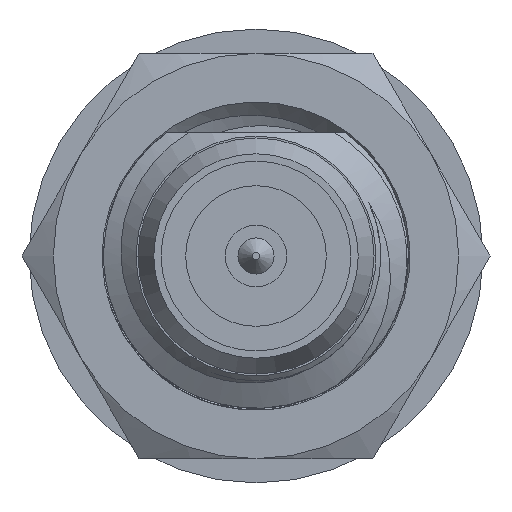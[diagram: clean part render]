
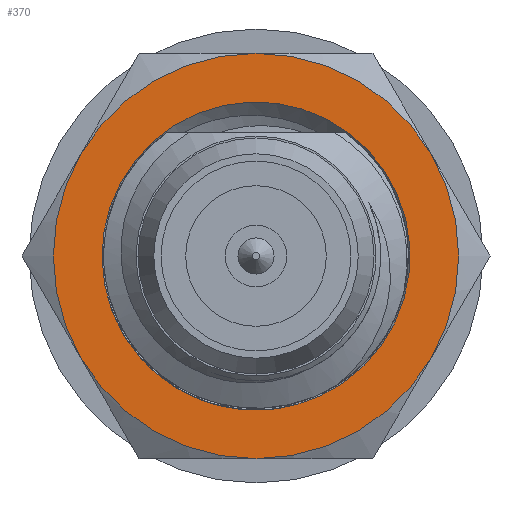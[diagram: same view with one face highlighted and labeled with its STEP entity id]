
A CAD part, left-side view. The second image highlights one B-rep face of the part: STEP entity #370.
In plain terms, the highlighted planar face has unit normal (-1, 0, 0).
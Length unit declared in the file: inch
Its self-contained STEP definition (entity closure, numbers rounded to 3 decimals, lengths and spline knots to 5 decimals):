
#370 = ADVANCED_FACE ( 'NONE', ( #4101, #13242 ), #2694, .T. ) ;
#759 = CARTESIAN_POINT ( 'NONE',  ( 0.285, -0.10825, 0.0625 ) ) ;
#1058 = VERTEX_POINT ( 'NONE', #9782 ) ;
#1155 = ORIENTED_EDGE ( 'NONE', *, *, #16313, .T. ) ;
#1228 = AXIS2_PLACEMENT_3D ( 'NONE', #5981, #18227, #6182 ) ;
#1656 = AXIS2_PLACEMENT_3D ( 'NONE', #4303, #7117, #8717 ) ;
#1868 = AXIS2_PLACEMENT_3D ( 'NONE', #18843, #12737, #17241 ) ;
#1916 = CARTESIAN_POINT ( 'NONE',  ( 0.285, 0., 0. ) ) ;
#2632 = DIRECTION ( 'NONE',  ( 0., -0.5, 0.866 ) ) ;
#2694 = PLANE ( 'NONE',  #1656 ) ;
#2919 = VERTEX_POINT ( 'NONE', #14993 ) ;
#2999 = EDGE_CURVE ( 'NONE', #7199, #1058, #5182, .T. ) ;
#3135 = DIRECTION ( 'NONE',  ( 0., -0.5, 0.866 ) ) ;
#3639 = DIRECTION ( 'NONE',  ( -1., 0., 0. ) ) ;
#3709 = DIRECTION ( 'NONE',  ( 0., -0.5, 0.866 ) ) ;
#4101 = FACE_BOUND ( 'NONE', #13563, .T. ) ;
#4303 = CARTESIAN_POINT ( 'NONE',  ( 0.285, -0.07217, -0.125 ) ) ;
#5182 = CIRCLE ( 'NONE', #12574, 0.125 ) ;
#5691 = DIRECTION ( 'NONE',  ( -1., 0., 0. ) ) ;
#5981 = CARTESIAN_POINT ( 'NONE',  ( 0.285, 0., 0. ) ) ;
#6182 = DIRECTION ( 'NONE',  ( 0., -0.5, 0.866 ) ) ;
#7117 = DIRECTION ( 'NONE',  ( -1., 0., 0. ) ) ;
#7199 = VERTEX_POINT ( 'NONE', #16096 ) ;
#7341 = CIRCLE ( 'NONE', #19506, 0.125 ) ;
#7800 = VERTEX_POINT ( 'NONE', #10369 ) ;
#8309 = CIRCLE ( 'NONE', #9264, 0.125 ) ;
#8717 = DIRECTION ( 'NONE',  ( 0., -0.5, 0.866 ) ) ;
#8842 = ORIENTED_EDGE ( 'NONE', *, *, #13168, .F. ) ;
#8926 = CIRCLE ( 'NONE', #1228, 0.095 ) ;
#8982 = DIRECTION ( 'NONE',  ( 0., -0.5, 0.866 ) ) ;
#9189 = ORIENTED_EDGE ( 'NONE', *, *, #18642, .T. ) ;
#9264 = AXIS2_PLACEMENT_3D ( 'NONE', #10253, #16785, #2632 ) ;
#9485 = AXIS2_PLACEMENT_3D ( 'NONE', #15936, #16037, #3709 ) ;
#9749 = DIRECTION ( 'NONE',  ( 0., -0.5, 0.866 ) ) ;
#9782 = CARTESIAN_POINT ( 'NONE',  ( 0.285, 0., -0.125 ) ) ;
#10063 = CARTESIAN_POINT ( 'NONE',  ( 0.285, -0.10825, -0.0625 ) ) ;
#10253 = CARTESIAN_POINT ( 'NONE',  ( 0.285, 0., 0. ) ) ;
#10369 = CARTESIAN_POINT ( 'NONE',  ( 0.285, -0.02459, -0.09176 ) ) ;
#10455 = EDGE_LOOP ( 'NONE', ( #1155, #9189, #13026, #18414, #12570, #12302 ) ) ;
#10466 = VERTEX_POINT ( 'NONE', #11322 ) ;
#10523 = CIRCLE ( 'NONE', #1868, 0.125 ) ;
#11322 = CARTESIAN_POINT ( 'NONE',  ( 0.285, 0., 0.125 ) ) ;
#11920 = CARTESIAN_POINT ( 'NONE',  ( 0.285, 0., 0. ) ) ;
#12216 = EDGE_CURVE ( 'NONE', #1058, #18718, #17704, .T. ) ;
#12302 = ORIENTED_EDGE ( 'NONE', *, *, #15397, .T. ) ;
#12304 = VERTEX_POINT ( 'NONE', #13439 ) ;
#12450 = AXIS2_PLACEMENT_3D ( 'NONE', #1916, #3639, #9749 ) ;
#12570 = ORIENTED_EDGE ( 'NONE', *, *, #12216, .T. ) ;
#12572 = AXIS2_PLACEMENT_3D ( 'NONE', #11920, #5691, #14829 ) ;
#12574 = AXIS2_PLACEMENT_3D ( 'NONE', #13036, #16700, #8982 ) ;
#12665 = DIRECTION ( 'NONE',  ( -1., 0., 0. ) ) ;
#12737 = DIRECTION ( 'NONE',  ( -1., 0., 0. ) ) ;
#12782 = CIRCLE ( 'NONE', #12450, 0.095 ) ;
#13026 = ORIENTED_EDGE ( 'NONE', *, *, #15923, .T. ) ;
#13036 = CARTESIAN_POINT ( 'NONE',  ( 0.285, 0., 0. ) ) ;
#13168 = EDGE_CURVE ( 'NONE', #2919, #7800, #12782, .T. ) ;
#13242 = FACE_OUTER_BOUND ( 'NONE', #10455, .T. ) ;
#13439 = CARTESIAN_POINT ( 'NONE',  ( 0.285, 0.10825, 0.0625 ) ) ;
#13563 = EDGE_LOOP ( 'NONE', ( #8842, #18990 ) ) ;
#14061 = VERTEX_POINT ( 'NONE', #759 ) ;
#14829 = DIRECTION ( 'NONE',  ( 0., -0.5, 0.866 ) ) ;
#14993 = CARTESIAN_POINT ( 'NONE',  ( 0.285, 0.0475, -0.08227 ) ) ;
#15038 = EDGE_CURVE ( 'NONE', #7800, #2919, #8926, .T. ) ;
#15397 = EDGE_CURVE ( 'NONE', #18718, #14061, #10523, .T. ) ;
#15660 = CARTESIAN_POINT ( 'NONE',  ( 0.285, 0., 0. ) ) ;
#15923 = EDGE_CURVE ( 'NONE', #12304, #7199, #8309, .T. ) ;
#15936 = CARTESIAN_POINT ( 'NONE',  ( 0.285, 0., 0. ) ) ;
#16037 = DIRECTION ( 'NONE',  ( -1., 0., 0. ) ) ;
#16096 = CARTESIAN_POINT ( 'NONE',  ( 0.285, 0.10825, -0.0625 ) ) ;
#16213 = CIRCLE ( 'NONE', #9485, 0.125 ) ;
#16313 = EDGE_CURVE ( 'NONE', #14061, #10466, #7341, .T. ) ;
#16700 = DIRECTION ( 'NONE',  ( -1., 0., 0. ) ) ;
#16785 = DIRECTION ( 'NONE',  ( -1., 0., 0. ) ) ;
#17241 = DIRECTION ( 'NONE',  ( 0., -0.5, 0.866 ) ) ;
#17704 = CIRCLE ( 'NONE', #12572, 0.125 ) ;
#18227 = DIRECTION ( 'NONE',  ( -1., 0., 0. ) ) ;
#18414 = ORIENTED_EDGE ( 'NONE', *, *, #2999, .T. ) ;
#18642 = EDGE_CURVE ( 'NONE', #10466, #12304, #16213, .T. ) ;
#18718 = VERTEX_POINT ( 'NONE', #10063 ) ;
#18843 = CARTESIAN_POINT ( 'NONE',  ( 0.285, 0., 0. ) ) ;
#18990 = ORIENTED_EDGE ( 'NONE', *, *, #15038, .F. ) ;
#19506 = AXIS2_PLACEMENT_3D ( 'NONE', #15660, #12665, #3135 ) ;
